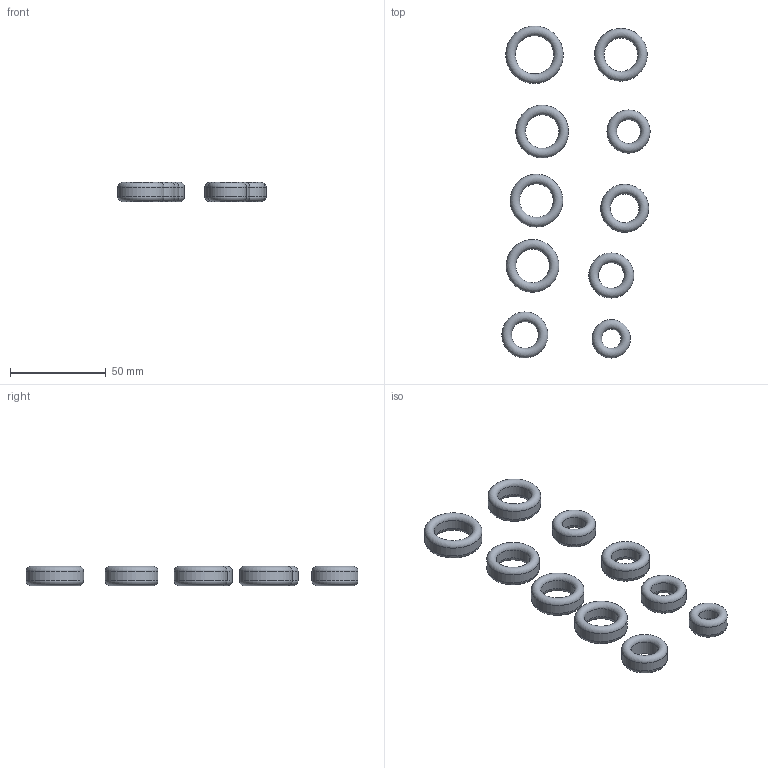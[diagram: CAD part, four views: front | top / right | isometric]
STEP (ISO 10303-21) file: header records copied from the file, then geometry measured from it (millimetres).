
FILE_DESCRIPTION(/* description */ (''),/* implementation_level */ '2;1');
FILE_NAME(/* name */ 'Ring Test v2.step',/* time_stamp */ '2024-07-13T20:38:06+02:00',/* author */ (''),/* organization */ (''),/* preprocessor_version */ 'ST-DEVELOPER v20',/* originating_system */ 'Autodesk Translation Framework v13.14.0.145',/* authorisation */ '');
FILE_SCHEMA (('AUTOMOTIVE_DESIGN { 1 0 10303 214 3 1 1 }'));
Length unit declared in the file: millimetre
Products named in the file (1): Ring Test
Bounding box: 77.25 x 173 x 10 mm (x, y, z)
Volume: 28809.8 mm3; surface area: 16601 mm2
Topology: 10 solids, 10 shells, 41 faces, 101 edges, 61 vertices
Faces by surface type: cylinder 20, torus 20, plane 1
Full cylindrical faces by diameter (mm): 10 x1, 12.5 x1, 13.5 x1, 14 x1, 15 x1, 17.5 x4, 20 x2, 22.5 x1, 23.5 x1, 24 x1, 25 x1, 27.5 x4, 30 x1
Entity records: 1308 total; most frequent: DIRECTION 266, CARTESIAN_POINT 204, ORIENTED_EDGE 202, AXIS2_PLACEMENT_3D 123, EDGE_CURVE 101, CIRCLE 81, VERTEX_POINT 61, EDGE_LOOP 42
